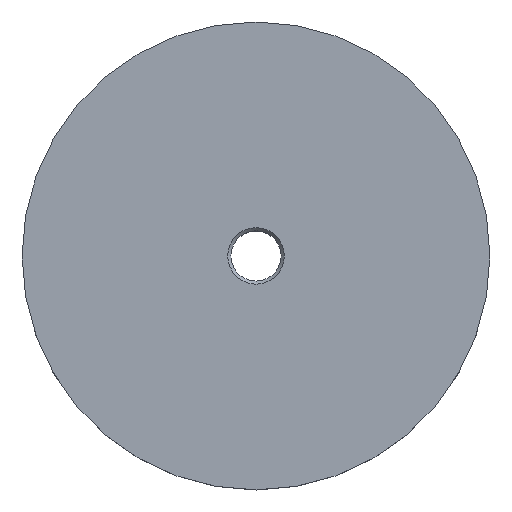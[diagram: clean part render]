
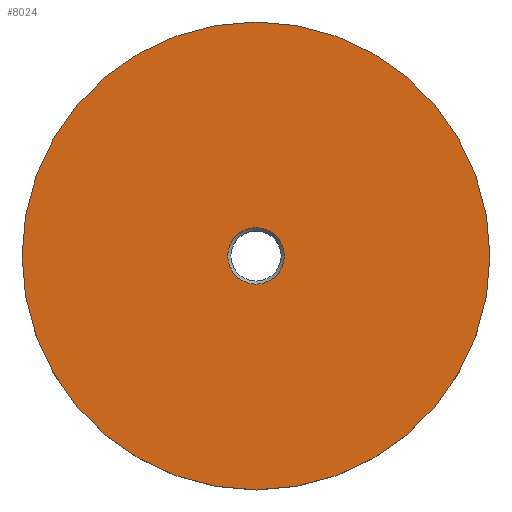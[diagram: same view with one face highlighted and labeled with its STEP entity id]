
A CAD part, top view. The second image highlights one B-rep face of the part: STEP entity #8024.
In plain terms, the highlighted planar face has unit normal (0, 0, 1).
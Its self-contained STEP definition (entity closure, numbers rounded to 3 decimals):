
#33=FACE_BOUND('',#833,.T.);
#54=PLANE('',#9276);
#395=FACE_OUTER_BOUND('',#832,.T.);
#832=EDGE_LOOP('',(#6915));
#833=EDGE_LOOP('',(#6916));
#1735=CIRCLE('',#9274,4.5);
#1737=CIRCLE('',#9277,37.261);
#3472=VERTEX_POINT('',#14787);
#3474=VERTEX_POINT('',#14793);
#4651=EDGE_CURVE('',#3472,#3472,#1735,.T.);
#4654=EDGE_CURVE('',#3474,#3474,#1737,.T.);
#6915=ORIENTED_EDGE('',*,*,#4654,.T.);
#6916=ORIENTED_EDGE('',*,*,#4651,.F.);
#8024=ADVANCED_FACE('',(#395,#33),#54,.T.);
#9274=AXIS2_PLACEMENT_3D('',#14788,#12020,#12021);
#9276=AXIS2_PLACEMENT_3D('',#14792,#12025,#12026);
#9277=AXIS2_PLACEMENT_3D('',#14794,#12027,#12028);
#12020=DIRECTION('center_axis',(0.,0.,1.));
#12021=DIRECTION('ref_axis',(1.,0.,0.));
#12025=DIRECTION('center_axis',(0.,0.,1.));
#12026=DIRECTION('ref_axis',(1.,0.,0.));
#12027=DIRECTION('center_axis',(0.,0.,1.));
#12028=DIRECTION('ref_axis',(1.,0.,0.));
#14787=CARTESIAN_POINT('',(-4.5,0.,8.5));
#14788=CARTESIAN_POINT('Origin',(0.,0.,8.5));
#14792=CARTESIAN_POINT('Origin',(0.,0.,8.5));
#14793=CARTESIAN_POINT('',(-37.261,0.,8.5));
#14794=CARTESIAN_POINT('Origin',(0.,0.,8.5));
